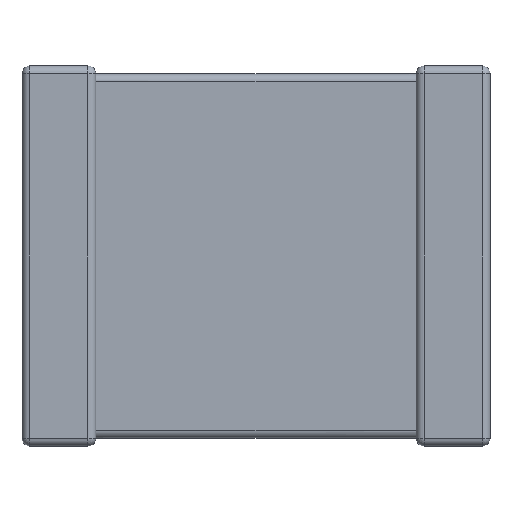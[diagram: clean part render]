
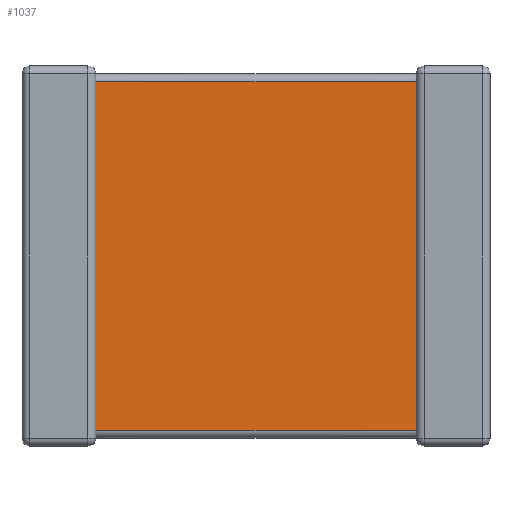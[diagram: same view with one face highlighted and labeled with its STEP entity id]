
A CAD part, front view. The second image highlights one B-rep face of the part: STEP entity #1037.
In plain terms, the highlighted planar face has unit normal (0, -1, 0).
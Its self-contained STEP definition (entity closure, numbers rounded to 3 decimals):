
#167 = DIRECTION ( 'NONE',  ( 0., -1., 0. ) ) ;
#336 = CARTESIAN_POINT ( 'NONE',  ( 5.6, 0.112, -5.175 ) ) ;
#495 = VERTEX_POINT ( 'NONE', #2269 ) ;
#500 = CARTESIAN_POINT ( 'NONE',  ( 1.05, 0.112, -0.225 ) ) ;
#682 = DIRECTION ( 'NONE',  ( 0., 0., 1. ) ) ;
#822 = VECTOR ( 'NONE', #3998, 1000. ) ;
#934 = LINE ( 'NONE', #500, #822 ) ;
#1018 = CARTESIAN_POINT ( 'NONE',  ( 5.6, 0.112, -5.4 ) ) ;
#1037 = ADVANCED_FACE ( 'NONE', ( #4039 ), #1906, .T. ) ;
#1040 = VERTEX_POINT ( 'NONE', #2280 ) ;
#1250 = LINE ( 'NONE', #4097, #1370 ) ;
#1355 = CARTESIAN_POINT ( 'NONE',  ( 1.05, 0.112, -5.4 ) ) ;
#1370 = VECTOR ( 'NONE', #3004, 1000. ) ;
#1430 = VECTOR ( 'NONE', #2121, 1000. ) ;
#1470 = EDGE_CURVE ( 'NONE', #3940, #3189, #3205, .T. ) ;
#1906 = PLANE ( 'NONE',  #4540 ) ;
#1942 = EDGE_CURVE ( 'NONE', #495, #3940, #1250, .T. ) ;
#2121 = DIRECTION ( 'NONE',  ( 0., 0., 1. ) ) ;
#2159 = LINE ( 'NONE', #1355, #4088 ) ;
#2269 = CARTESIAN_POINT ( 'NONE',  ( 1.05, 0.112, -5.175 ) ) ;
#2280 = CARTESIAN_POINT ( 'NONE',  ( 1.05, 0.112, -0.225 ) ) ;
#2400 = EDGE_CURVE ( 'NONE', #495, #1040, #2159, .T. ) ;
#2570 = EDGE_LOOP ( 'NONE', ( #4112, #2577, #3554, #3325 ) ) ;
#2577 = ORIENTED_EDGE ( 'NONE', *, *, #1942, .T. ) ;
#3004 = DIRECTION ( 'NONE',  ( 1., 0., 0. ) ) ;
#3103 = EDGE_CURVE ( 'NONE', #3189, #1040, #934, .T. ) ;
#3189 = VERTEX_POINT ( 'NONE', #4453 ) ;
#3205 = LINE ( 'NONE', #1018, #1430 ) ;
#3325 = ORIENTED_EDGE ( 'NONE', *, *, #3103, .T. ) ;
#3554 = ORIENTED_EDGE ( 'NONE', *, *, #1470, .T. ) ;
#3940 = VERTEX_POINT ( 'NONE', #336 ) ;
#3998 = DIRECTION ( 'NONE',  ( -1., 0., 0. ) ) ;
#4014 = CARTESIAN_POINT ( 'NONE',  ( 1.05, 0.112, -5.4 ) ) ;
#4039 = FACE_OUTER_BOUND ( 'NONE', #2570, .T. ) ;
#4088 = VECTOR ( 'NONE', #682, 1000. ) ;
#4097 = CARTESIAN_POINT ( 'NONE',  ( 5.6, 0.112, -5.175 ) ) ;
#4112 = ORIENTED_EDGE ( 'NONE', *, *, #2400, .F. ) ;
#4382 = DIRECTION ( 'NONE',  ( 0., 0., -1. ) ) ;
#4453 = CARTESIAN_POINT ( 'NONE',  ( 5.6, 0.112, -0.225 ) ) ;
#4540 = AXIS2_PLACEMENT_3D ( 'NONE', #4014, #167, #4382 ) ;
